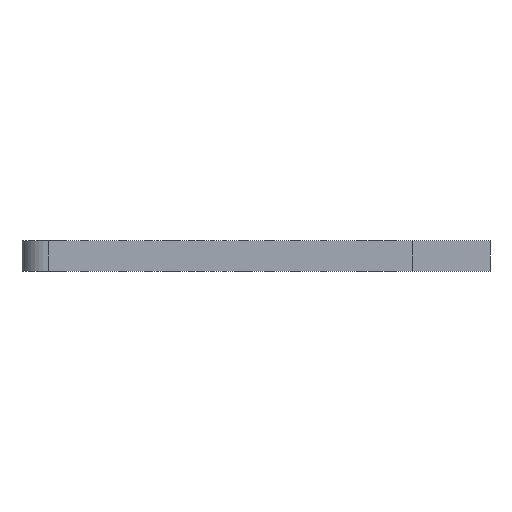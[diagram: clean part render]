
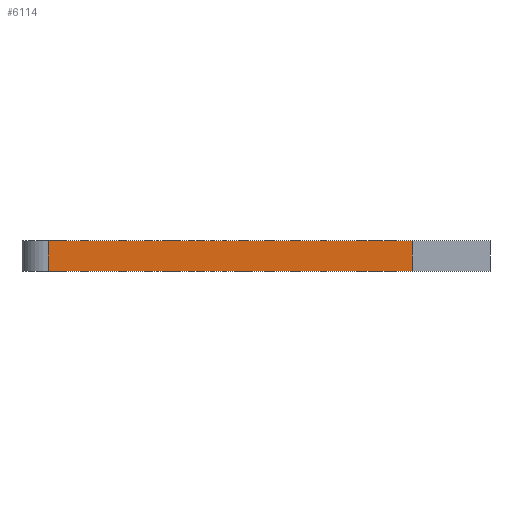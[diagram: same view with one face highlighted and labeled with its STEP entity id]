
A CAD part, front view. The second image highlights one B-rep face of the part: STEP entity #6114.
In plain terms, the highlighted planar face has unit normal (0, -1, 0).
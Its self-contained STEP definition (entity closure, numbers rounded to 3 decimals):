
#83 = PLANE('',#84);
#84 = AXIS2_PLACEMENT_3D('',#85,#86,#87);
#85 = CARTESIAN_POINT('',(33.911,-39.987,4.69));
#86 = DIRECTION('',(-0.,-0.,-1.));
#87 = DIRECTION('',(-1.,0.,0.));
#137 = PLANE('',#138);
#138 = AXIS2_PLACEMENT_3D('',#139,#140,#141);
#139 = CARTESIAN_POINT('',(33.911,-39.987,0.));
#140 = DIRECTION('',(-0.,-0.,-1.));
#141 = DIRECTION('',(-1.,0.,0.));
#268 = PLANE('',#269);
#269 = AXIS2_PLACEMENT_3D('',#270,#271,#272);
#270 = CARTESIAN_POINT('',(60.,-20.,0.));
#271 = DIRECTION('',(1.,0.,-0.));
#272 = DIRECTION('',(0.,-1.,0.));
#307 = VERTEX_POINT('',#308);
#308 = CARTESIAN_POINT('',(60.,-85.,0.));
#329 = EDGE_CURVE('',#307,#330,#332,.T.);
#330 = VERTEX_POINT('',#331);
#331 = CARTESIAN_POINT('',(4.,-85.,0.));
#332 = SURFACE_CURVE('',#333,(#337,#344),.PCURVE_S1.);
#333 = LINE('',#334,#335);
#334 = CARTESIAN_POINT('',(60.,-85.,0.));
#335 = VECTOR('',#336,1.);
#336 = DIRECTION('',(-1.,0.,0.));
#337 = PCURVE('',#137,#338);
#338 = DEFINITIONAL_REPRESENTATION('',(#339),#343);
#339 = LINE('',#340,#341);
#340 = CARTESIAN_POINT('',(-26.089,-45.013));
#341 = VECTOR('',#342,1.);
#342 = DIRECTION('',(1.,0.));
#343 = ( GEOMETRIC_REPRESENTATION_CONTEXT(2) 
PARAMETRIC_REPRESENTATION_CONTEXT() REPRESENTATION_CONTEXT('2D SPACE',''
  ) );
#344 = PCURVE('',#345,#350);
#345 = PLANE('',#346);
#346 = AXIS2_PLACEMENT_3D('',#347,#348,#349);
#347 = CARTESIAN_POINT('',(60.,-85.,0.));
#348 = DIRECTION('',(0.,-1.,0.));
#349 = DIRECTION('',(-1.,0.,0.));
#350 = DEFINITIONAL_REPRESENTATION('',(#351),#355);
#351 = LINE('',#352,#353);
#352 = CARTESIAN_POINT('',(0.,-0.));
#353 = VECTOR('',#354,1.);
#354 = DIRECTION('',(1.,0.));
#355 = ( GEOMETRIC_REPRESENTATION_CONTEXT(2) 
PARAMETRIC_REPRESENTATION_CONTEXT() REPRESENTATION_CONTEXT('2D SPACE',''
  ) );
#378 = CYLINDRICAL_SURFACE('',#379,4.);
#379 = AXIS2_PLACEMENT_3D('',#380,#381,#382);
#380 = CARTESIAN_POINT('',(4.,-81.,0.));
#381 = DIRECTION('',(-0.,-0.,-1.));
#382 = DIRECTION('',(1.,0.,-0.));
#3391 = VERTEX_POINT('',#3392);
#3392 = CARTESIAN_POINT('',(60.,-85.,4.69));
#3413 = EDGE_CURVE('',#3391,#3414,#3416,.T.);
#3414 = VERTEX_POINT('',#3415);
#3415 = CARTESIAN_POINT('',(4.,-85.,4.69));
#3416 = SURFACE_CURVE('',#3417,(#3421,#3428),.PCURVE_S1.);
#3417 = LINE('',#3418,#3419);
#3418 = CARTESIAN_POINT('',(60.,-85.,4.69));
#3419 = VECTOR('',#3420,1.);
#3420 = DIRECTION('',(-1.,0.,0.));
#3421 = PCURVE('',#83,#3422);
#3422 = DEFINITIONAL_REPRESENTATION('',(#3423),#3427);
#3423 = LINE('',#3424,#3425);
#3424 = CARTESIAN_POINT('',(-26.089,-45.013));
#3425 = VECTOR('',#3426,1.);
#3426 = DIRECTION('',(1.,0.));
#3427 = ( GEOMETRIC_REPRESENTATION_CONTEXT(2) 
PARAMETRIC_REPRESENTATION_CONTEXT() REPRESENTATION_CONTEXT('2D SPACE',''
  ) );
#3428 = PCURVE('',#345,#3429);
#3429 = DEFINITIONAL_REPRESENTATION('',(#3430),#3434);
#3430 = LINE('',#3431,#3432);
#3431 = CARTESIAN_POINT('',(0.,-4.69));
#3432 = VECTOR('',#3433,1.);
#3433 = DIRECTION('',(1.,0.));
#3434 = ( GEOMETRIC_REPRESENTATION_CONTEXT(2) 
PARAMETRIC_REPRESENTATION_CONTEXT() REPRESENTATION_CONTEXT('2D SPACE',''
  ) );
#6066 = EDGE_CURVE('',#307,#3391,#6067,.T.);
#6067 = SURFACE_CURVE('',#6068,(#6072,#6079),.PCURVE_S1.);
#6068 = LINE('',#6069,#6070);
#6069 = CARTESIAN_POINT('',(60.,-85.,0.));
#6070 = VECTOR('',#6071,1.);
#6071 = DIRECTION('',(0.,0.,1.));
#6072 = PCURVE('',#268,#6073);
#6073 = DEFINITIONAL_REPRESENTATION('',(#6074),#6078);
#6074 = LINE('',#6075,#6076);
#6075 = CARTESIAN_POINT('',(65.,0.));
#6076 = VECTOR('',#6077,1.);
#6077 = DIRECTION('',(0.,-1.));
#6078 = ( GEOMETRIC_REPRESENTATION_CONTEXT(2) 
PARAMETRIC_REPRESENTATION_CONTEXT() REPRESENTATION_CONTEXT('2D SPACE',''
  ) );
#6079 = PCURVE('',#345,#6080);
#6080 = DEFINITIONAL_REPRESENTATION('',(#6081),#6085);
#6081 = LINE('',#6082,#6083);
#6082 = CARTESIAN_POINT('',(0.,-0.));
#6083 = VECTOR('',#6084,1.);
#6084 = DIRECTION('',(0.,-1.));
#6085 = ( GEOMETRIC_REPRESENTATION_CONTEXT(2) 
PARAMETRIC_REPRESENTATION_CONTEXT() REPRESENTATION_CONTEXT('2D SPACE',''
  ) );
#6114 = ADVANCED_FACE('',(#6115),#345,.T.);
#6115 = FACE_BOUND('',#6116,.T.);
#6116 = EDGE_LOOP('',(#6117,#6118,#6119,#6140));
#6117 = ORIENTED_EDGE('',*,*,#6066,.T.);
#6118 = ORIENTED_EDGE('',*,*,#3413,.T.);
#6119 = ORIENTED_EDGE('',*,*,#6120,.F.);
#6120 = EDGE_CURVE('',#330,#3414,#6121,.T.);
#6121 = SURFACE_CURVE('',#6122,(#6126,#6133),.PCURVE_S1.);
#6122 = LINE('',#6123,#6124);
#6123 = CARTESIAN_POINT('',(4.,-85.,0.));
#6124 = VECTOR('',#6125,1.);
#6125 = DIRECTION('',(0.,0.,1.));
#6126 = PCURVE('',#345,#6127);
#6127 = DEFINITIONAL_REPRESENTATION('',(#6128),#6132);
#6128 = LINE('',#6129,#6130);
#6129 = CARTESIAN_POINT('',(56.,0.));
#6130 = VECTOR('',#6131,1.);
#6131 = DIRECTION('',(0.,-1.));
#6132 = ( GEOMETRIC_REPRESENTATION_CONTEXT(2) 
PARAMETRIC_REPRESENTATION_CONTEXT() REPRESENTATION_CONTEXT('2D SPACE',''
  ) );
#6133 = PCURVE('',#378,#6134);
#6134 = DEFINITIONAL_REPRESENTATION('',(#6135),#6139);
#6135 = LINE('',#6136,#6137);
#6136 = CARTESIAN_POINT('',(-4.712,0.));
#6137 = VECTOR('',#6138,1.);
#6138 = DIRECTION('',(-0.,-1.));
#6139 = ( GEOMETRIC_REPRESENTATION_CONTEXT(2) 
PARAMETRIC_REPRESENTATION_CONTEXT() REPRESENTATION_CONTEXT('2D SPACE',''
  ) );
#6140 = ORIENTED_EDGE('',*,*,#329,.F.);
